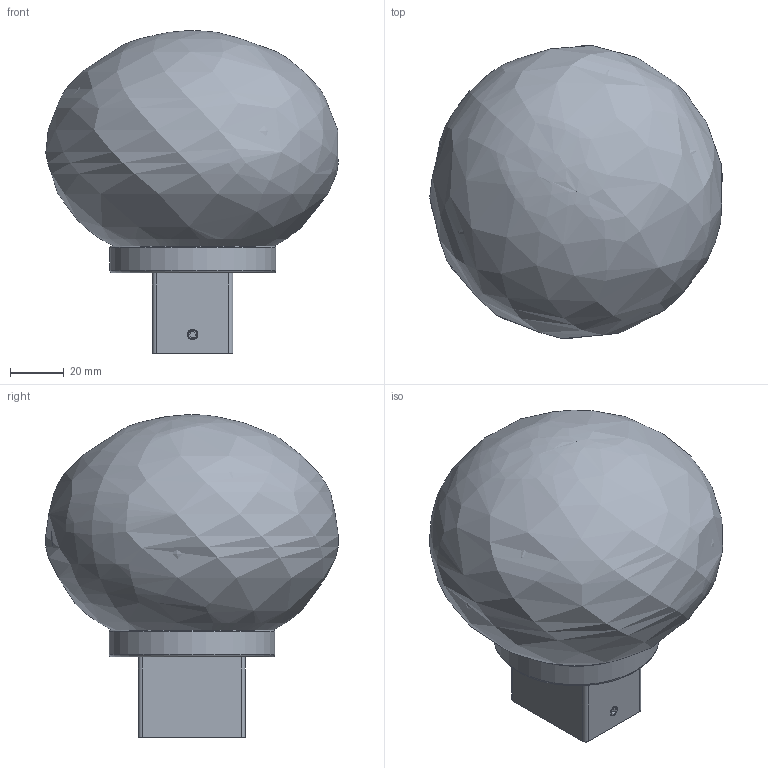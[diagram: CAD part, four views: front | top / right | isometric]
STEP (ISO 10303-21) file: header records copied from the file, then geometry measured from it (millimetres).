
FILE_DESCRIPTION (( 'STEP AP214' ), '1' );
FILE_NAME ('Ovoid_sconce_v0.3.STEP', '2024-05-08T09:54:50', ( '' ), ( '' ), 'SwSTEP 2.0', 'SolidWorks 2017', '' );
FILE_SCHEMA (( 'AUTOMOTIVE_DESIGN' ));
Length unit declared in the file: millimetre
Products named in the file (7): Pond_wall_square_tube_Sconce; Ovoid_Shade_Assembly_V0.1_Basic_version; Pond_shade_cover_v0.2_V0.3; socket set screw cup point_din_DIN 916 - M4 x 6-N; Pond_glass_shade_v0.2_V0.2; Pond_frame_assembly_v0.2_Sconce_basic_version; Ovoid_sconce_v0.3
Assembly tree (7 placements, depth 3):
  Ovoid_sconce_v0.3
    Pond_frame_assembly_v0.2_Sconce_basic_version
      Pond_wall_square_tube_Sconce
      Pond_shade_cover_v0.2_V0.3
    Ovoid_Shade_Assembly_V0.1_Basic_version
      Pond_glass_shade_v0.2_V0.2
    socket set screw cup point_din_DIN 916 - M4 x 6-N  x2
Bounding box: 109.2 x 109.35 x 120.47 mm (x, y, z)
Volume: 57740.6 mm3; surface area: 80850.8 mm2
Topology: 5 solids, 5 shells, 81 faces, 213 edges, 141 vertices
Faces by surface type: plane 53, cylinder 17, cone 6, torus 3, bspline 2
Full cylindrical faces by diameter (mm): 2.7 x3, 3.3 x2, 4 x2, 5 x2, 9 x1, 30 x1, 60 x1, 62 x1
Entity records: 2581 total; most frequent: CARTESIAN_POINT 615, DIRECTION 352, ORIENTED_EDGE 312, EDGE_CURVE 156, VECTOR 118, LINE 118, AXIS2_PLACEMENT_3D 117, VERTEX_POINT 114
